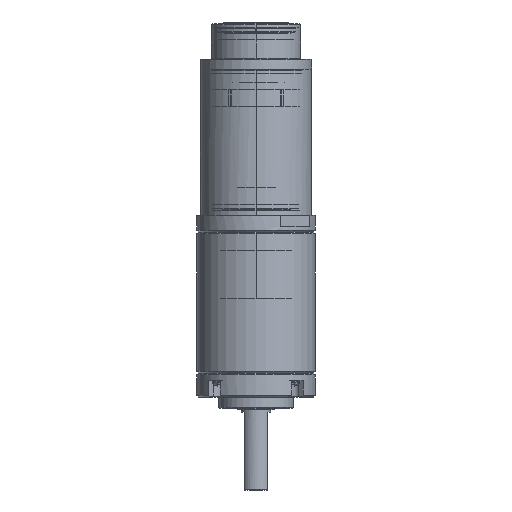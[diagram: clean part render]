
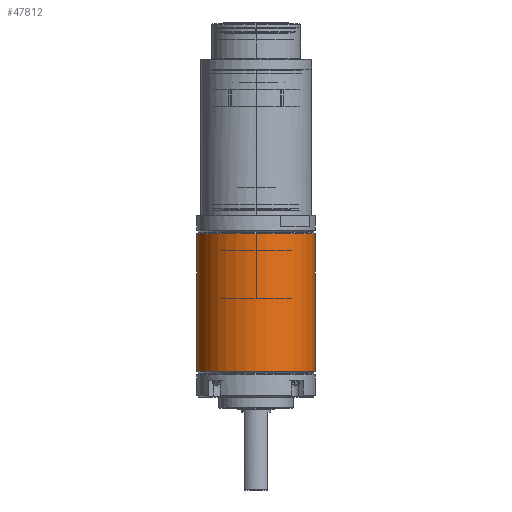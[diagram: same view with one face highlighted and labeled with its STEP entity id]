
A CAD part, left-side view. The second image highlights one B-rep face of the part: STEP entity #47812.
In plain terms, the highlighted cylindrical face has radius 16 mm (diameter 32 mm), a partial arc.
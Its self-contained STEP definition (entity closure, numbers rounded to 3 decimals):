
#44614=CARTESIAN_POINT('',(0.,0.,-43.4));
#44615=DIRECTION('',(0.,0.,1.));
#44616=DIRECTION('',(0.,1.,0.));
#44617=AXIS2_PLACEMENT_3D('',#44614,#44615,#44616);
#44632=DIRECTION('',(0.,0.,-1.));
#44633=VECTOR('',#44632,37.);
#44634=CARTESIAN_POINT('',(0.,16.,-6.4));
#44635=LINE('',#44634,#44633);
#44636=DIRECTION('',(0.,0.,-1.));
#44637=VECTOR('',#44636,37.);
#44638=CARTESIAN_POINT('',(0.,-16.,-6.4));
#44639=LINE('',#44638,#44637);
#44645=CARTESIAN_POINT('',(0.,0.,-6.4));
#44646=DIRECTION('',(0.,0.,1.));
#44647=DIRECTION('',(0.,1.,0.));
#44648=AXIS2_PLACEMENT_3D('',#44645,#44646,#44647);
#47062=CARTESIAN_POINT('',(0.,16.,-6.4));
#47063=CARTESIAN_POINT('',(0.,16.,-43.4));
#47064=VERTEX_POINT('',#47062);
#47065=VERTEX_POINT('',#47063);
#47070=CARTESIAN_POINT('',(0.,-16.,-6.4));
#47071=CARTESIAN_POINT('',(0.,-16.,-43.4));
#47072=VERTEX_POINT('',#47070);
#47073=VERTEX_POINT('',#47071);
#47800=CARTESIAN_POINT('',(0.,0.,-79.1));
#47801=DIRECTION('',(0.,0.,1.));
#47802=DIRECTION('',(0.,-1.,0.));
#47803=AXIS2_PLACEMENT_3D('',#47800,#47801,#47802);
#47804=CYLINDRICAL_SURFACE('',#47803,16.);
#47805=ORIENTED_EDGE('',*,*,#47790,.F.);
#47807=ORIENTED_EDGE('',*,*,#47806,.T.);
#47808=ORIENTED_EDGE('',*,*,#47793,.T.);
#47809=ORIENTED_EDGE('',*,*,#47764,.F.);
#47810=EDGE_LOOP('',(#47805,#47807,#47808,#47809));
#47811=FACE_OUTER_BOUND('',#47810,.F.);
#47812=ADVANCED_FACE('',(#47811),#47804,.T.);
#44618=CIRCLE('',#44617,16.);
#44649=CIRCLE('',#44648,16.);
#47764=EDGE_CURVE('',#47065,#47073,#44618,.T.);
#47790=EDGE_CURVE('',#47064,#47065,#44635,.T.);
#47793=EDGE_CURVE('',#47072,#47073,#44639,.T.);
#47806=EDGE_CURVE('',#47064,#47072,#44649,.T.);
